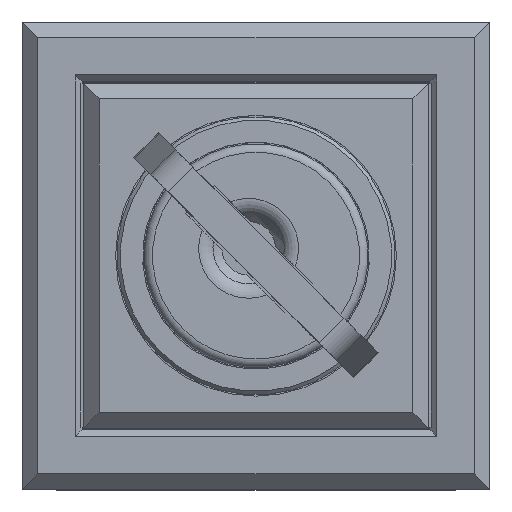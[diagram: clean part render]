
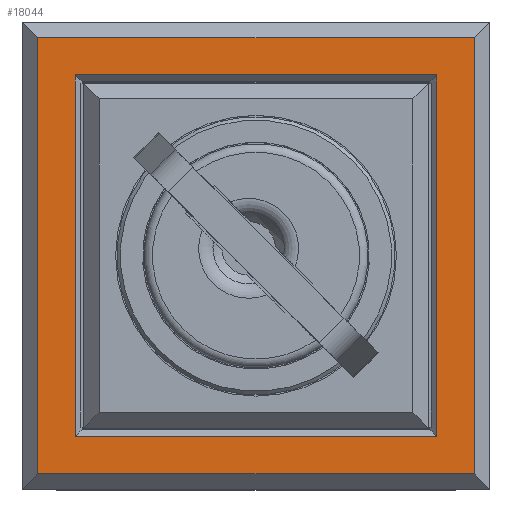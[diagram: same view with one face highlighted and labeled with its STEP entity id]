
A CAD part, top view. The second image highlights one B-rep face of the part: STEP entity #18044.
In plain terms, the highlighted planar face has unit normal (0, 0, 1).
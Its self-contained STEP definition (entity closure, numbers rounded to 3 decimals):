
#342=FACE_BOUND('',#2264,.T.);
#1284=FACE_OUTER_BOUND('',#2263,.T.);
#2263=EDGE_LOOP('',(#15120,#15121,#15122,#15123));
#2264=EDGE_LOOP('',(#15124,#15125,#15126,#15127));
#2620=LINE('',#24432,#4844);
#4428=LINE('',#28248,#6652);
#4431=LINE('',#28253,#6655);
#4433=LINE('',#28257,#6657);
#4435=LINE('',#28260,#6659);
#4436=LINE('',#28263,#6660);
#4437=LINE('',#28265,#6661);
#4438=LINE('',#28266,#6662);
#4844=VECTOR('',#19680,10.);
#6652=VECTOR('',#22910,10.);
#6655=VECTOR('',#22915,10.);
#6657=VECTOR('',#22919,10.);
#6659=VECTOR('',#22923,10.);
#6660=VECTOR('',#22926,10.);
#6661=VECTOR('',#22927,10.);
#6662=VECTOR('',#22928,10.);
#7065=VERTEX_POINT('',#24429);
#7066=VERTEX_POINT('',#24431);
#8340=VERTEX_POINT('',#28246);
#8341=VERTEX_POINT('',#28247);
#8342=VERTEX_POINT('',#28252);
#8343=VERTEX_POINT('',#28256);
#8344=VERTEX_POINT('',#28262);
#8345=VERTEX_POINT('',#28264);
#8791=EDGE_CURVE('',#7065,#7066,#2620,.T.);
#10679=EDGE_CURVE('',#8340,#8341,#4428,.T.);
#10682=EDGE_CURVE('',#8342,#8340,#4431,.T.);
#10684=EDGE_CURVE('',#8343,#8342,#4433,.T.);
#10686=EDGE_CURVE('',#8341,#8343,#4435,.T.);
#10687=EDGE_CURVE('',#8344,#7065,#4436,.T.);
#10688=EDGE_CURVE('',#8345,#8344,#4437,.T.);
#10689=EDGE_CURVE('',#7066,#8345,#4438,.T.);
#15120=ORIENTED_EDGE('',*,*,#10686,.F.);
#15121=ORIENTED_EDGE('',*,*,#10679,.F.);
#15122=ORIENTED_EDGE('',*,*,#10682,.F.);
#15123=ORIENTED_EDGE('',*,*,#10684,.F.);
#15124=ORIENTED_EDGE('',*,*,#10687,.F.);
#15125=ORIENTED_EDGE('',*,*,#10688,.F.);
#15126=ORIENTED_EDGE('',*,*,#10689,.F.);
#15127=ORIENTED_EDGE('',*,*,#8791,.F.);
#17240=PLANE('',#19103);
#18044=ADVANCED_FACE('',(#1284,#342),#17240,.T.);
#19103=AXIS2_PLACEMENT_3D('',#28261,#22924,#22925);
#19680=DIRECTION('',(0.,1.,0.));
#22910=DIRECTION('',(-1.,0.,0.));
#22915=DIRECTION('',(0.,-1.,0.));
#22919=DIRECTION('',(1.,0.,0.));
#22923=DIRECTION('',(0.,1.,0.));
#22924=DIRECTION('center_axis',(0.,0.,
1.));
#22925=DIRECTION('ref_axis',(0.,-1.,0.));
#22926=DIRECTION('',(1.,0.,0.));
#22927=DIRECTION('',(0.,-1.,0.));
#22928=DIRECTION('',(-1.,0.,0.));
#24429=CARTESIAN_POINT('',(-22.874,21.759,0.9));
#24431=CARTESIAN_POINT('',(-22.874,42.559,0.9));
#24432=CARTESIAN_POINT('',(-22.874,37.159,0.9));
#28246=CARTESIAN_POINT('',(-20.724,19.609,0.9));
#28247=CARTESIAN_POINT('',(-45.824,19.609,0.9));
#28248=CARTESIAN_POINT('',(-26.549,19.609,0.9));
#28252=CARTESIAN_POINT('',(-20.724,44.709,0.9));
#28253=CARTESIAN_POINT('',(-20.724,38.884,0.9));
#28256=CARTESIAN_POINT('',(-45.824,44.709,0.9));
#28257=CARTESIAN_POINT('',(-39.999,44.709,0.9));
#28260=CARTESIAN_POINT('',(-45.824,25.434,0.9));
#28261=CARTESIAN_POINT('Origin',(-33.274,32.159,0.9));
#28262=CARTESIAN_POINT('',(-43.674,21.759,0.9));
#28263=CARTESIAN_POINT('',(-28.274,21.759,0.9));
#28264=CARTESIAN_POINT('',(-43.674,42.559,0.9));
#28265=CARTESIAN_POINT('',(-43.674,27.159,0.9));
#28266=CARTESIAN_POINT('',(-38.274,42.559,0.9));
